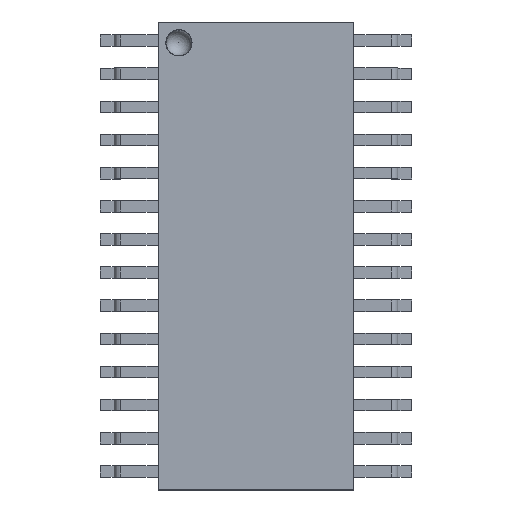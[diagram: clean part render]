
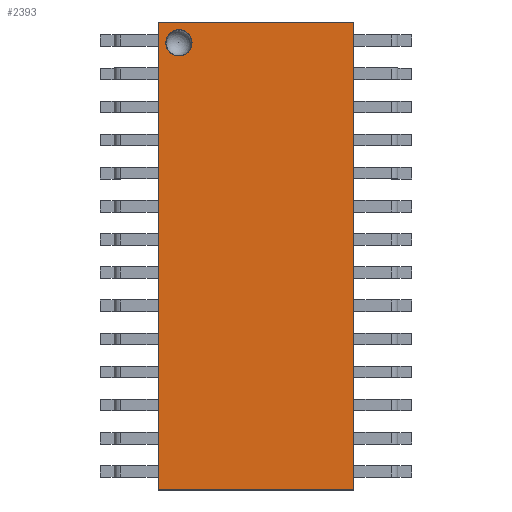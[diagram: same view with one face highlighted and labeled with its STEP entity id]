
A CAD part, top view. The second image highlights one B-rep face of the part: STEP entity #2393.
In plain terms, the highlighted planar face has unit normal (0, 0, 1).
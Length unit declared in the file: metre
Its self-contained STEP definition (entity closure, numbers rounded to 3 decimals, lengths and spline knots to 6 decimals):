
#2393 = ADVANCED_FACE( '', ( #5502, #5503 ), #5504, .T. );
#5502 = FACE_BOUND( '', #9628, .T. );
#5503 = FACE_OUTER_BOUND( '', #9629, .T. );
#5504 = PLANE( '', #9630 );
#9628 = EDGE_LOOP( '', ( #13949 ) );
#9629 = EDGE_LOOP( '', ( #13950, #13951, #13952, #13953 ) );
#9630 = AXIS2_PLACEMENT_3D( '', #13954, #13955, #13956 );
#13949 = ORIENTED_EDGE( '', *, *, #16469, .T. );
#13950 = ORIENTED_EDGE( '', *, *, #16470, .T. );
#13951 = ORIENTED_EDGE( '', *, *, #16420, .T. );
#13952 = ORIENTED_EDGE( '', *, *, #16471, .T. );
#13953 = ORIENTED_EDGE( '', *, *, #16432, .T. );
#13954 = CARTESIAN_POINT( '', ( -0.003753, -0.008966, 0.002946 ) );
#13955 = DIRECTION( '', ( 0., 0., 1. ) );
#13956 = DIRECTION( '', ( 1., 0., 0. ) );
#16420 = EDGE_CURVE( '', #16788, #16789, #16790, .T. );
#16432 = EDGE_CURVE( '', #16802, #16803, #16804, .T. );
#16469 = EDGE_CURVE( '', #16841, #16841, #16842, .T. );
#16470 = EDGE_CURVE( '', #16803, #16788, #16843, .T. );
#16471 = EDGE_CURVE( '', #16789, #16802, #16844, .T. );
#16788 = VERTEX_POINT( '', #17182 );
#16789 = VERTEX_POINT( '', #17183 );
#16790 = B_SPLINE_CURVE_WITH_KNOTS( '', 1, ( #17184, #17185 ), .UNSPECIFIED., .F., .F., ( 2, 2 ), ( 0., 1. ), .UNSPECIFIED. );
#16802 = VERTEX_POINT( '', #17199 );
#16803 = VERTEX_POINT( '', #17200 );
#16804 = B_SPLINE_CURVE_WITH_KNOTS( '', 1, ( #17201, #17202 ), .UNSPECIFIED., .F., .F., ( 2, 2 ), ( 0., 1. ), .UNSPECIFIED. );
#16841 = VERTEX_POINT( '', #17241 );
#16842 = B_SPLINE_CURVE_WITH_KNOTS( '', 3, ( #17242, #17243, #17244, #17245, #17246, #17247, #17248, #17249, #17250, #17251, #17252, #17253, #17254, #17255, #17256, #17257, #17258, #17259, #17260 ), .UNSPECIFIED., .T., .F., ( 2, 1, 1, 1, 1, 1, 1, 1, 1, 1, 1, 1, 1, 1, 1, 1, 1, 1, 1, 1, 2 ), ( -0.125, -0.0625, 0., 0.0625, 0.125, 0.1875, 0.25, 0.3125, 0.375, 0.4375, 0.5, 0.5625, 0.625, 0.6875, 0.75, 0.8125, 0.875, 0.9375, 1., 1.0625, 1.125 ), .UNSPECIFIED. );
#16843 = B_SPLINE_CURVE_WITH_KNOTS( '', 1, ( #17261, #17262 ), .UNSPECIFIED., .F., .F., ( 2, 2 ), ( 0., 1. ), .UNSPECIFIED. );
#16844 = B_SPLINE_CURVE_WITH_KNOTS( '', 1, ( #17263, #17264 ), .UNSPECIFIED., .F., .F., ( 2, 2 ), ( 0., 1. ), .UNSPECIFIED. );
#17182 = CARTESIAN_POINT( '', ( 0.003753, 0.008966, 0.002946 ) );
#17183 = CARTESIAN_POINT( '', ( -0.003753, 0.008966, 0.002946 ) );
#17184 = CARTESIAN_POINT( '', ( 0.003753, 0.008966, 0.002946 ) );
#17185 = CARTESIAN_POINT( '', ( -0.003753, 0.008966, 0.002946 ) );
#17199 = CARTESIAN_POINT( '', ( -0.003753, -0.008966, 0.002946 ) );
#17200 = CARTESIAN_POINT( '', ( 0.003753, -0.008966, 0.002946 ) );
#17201 = CARTESIAN_POINT( '', ( -0.003753, -0.008966, 0.002946 ) );
#17202 = CARTESIAN_POINT( '', ( 0.003753, -0.008966, 0.002946 ) );
#17241 = CARTESIAN_POINT( '', ( -0.002453, 0.008166, 0.002946 ) );
#17242 = CARTESIAN_POINT( '', ( -0.002479, 0.008363, 0.002946 ) );
#17243 = CARTESIAN_POINT( '', ( -0.00244, 0.008166, 0.002946 ) );
#17244 = CARTESIAN_POINT( '', ( -0.002479, 0.00797, 0.002946 ) );
#17245 = CARTESIAN_POINT( '', ( -0.00259, 0.007803, 0.002946 ) );
#17246 = CARTESIAN_POINT( '', ( -0.002757, 0.007692, 0.002946 ) );
#17247 = CARTESIAN_POINT( '', ( -0.002953, 0.007653, 0.002946 ) );
#17248 = CARTESIAN_POINT( '', ( -0.003149, 0.007692, 0.002946 ) );
#17249 = CARTESIAN_POINT( '', ( -0.003316, 0.007803, 0.002946 ) );
#17250 = CARTESIAN_POINT( '', ( -0.003427, 0.00797, 0.002946 ) );
#17251 = CARTESIAN_POINT( '', ( -0.003466, 0.008166, 0.002946 ) );
#17252 = CARTESIAN_POINT( '', ( -0.003427, 0.008363, 0.002946 ) );
#17253 = CARTESIAN_POINT( '', ( -0.003316, 0.008529, 0.002946 ) );
#17254 = CARTESIAN_POINT( '', ( -0.003149, 0.00864, 0.002946 ) );
#17255 = CARTESIAN_POINT( '', ( -0.002953, 0.008679, 0.002946 ) );
#17256 = CARTESIAN_POINT( '', ( -0.002757, 0.00864, 0.002946 ) );
#17257 = CARTESIAN_POINT( '', ( -0.00259, 0.008529, 0.002946 ) );
#17258 = CARTESIAN_POINT( '', ( -0.002479, 0.008363, 0.002946 ) );
#17259 = CARTESIAN_POINT( '', ( -0.00244, 0.008166, 0.002946 ) );
#17260 = CARTESIAN_POINT( '', ( -0.002479, 0.00797, 0.002946 ) );
#17261 = CARTESIAN_POINT( '', ( 0.003753, -0.008966, 0.002946 ) );
#17262 = CARTESIAN_POINT( '', ( 0.003753, 0.008966, 0.002946 ) );
#17263 = CARTESIAN_POINT( '', ( -0.003753, 0.008966, 0.002946 ) );
#17264 = CARTESIAN_POINT( '', ( -0.003753, -0.008966, 0.002946 ) );
